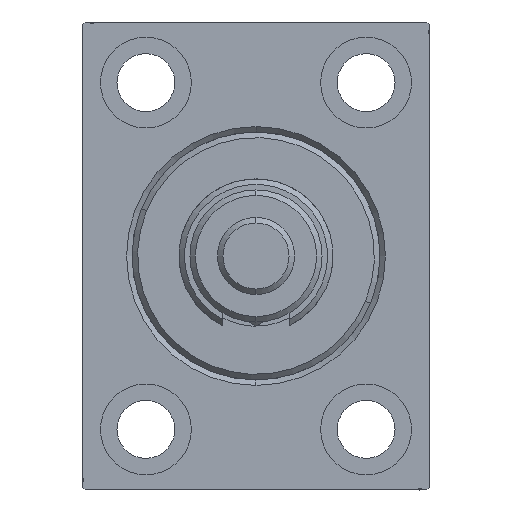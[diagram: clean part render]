
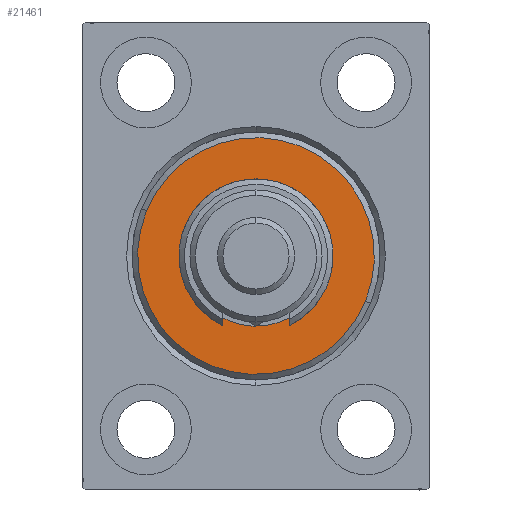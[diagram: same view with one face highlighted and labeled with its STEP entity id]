
A CAD part, left-side view. The second image highlights one B-rep face of the part: STEP entity #21461.
In plain terms, the highlighted face is planar.
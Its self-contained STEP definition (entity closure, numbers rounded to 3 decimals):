
#57 = CIRCLE ( 'NONE', #40430, 12.75 ) ;
#552 = CIRCLE ( 'NONE', #6629, 12.75 ) ;
#934 = CARTESIAN_POINT ( 'NONE',  ( 3., 0., 12.75 ) ) ;
#2113 = VERTEX_POINT ( 'NONE', #13499 ) ;
#2398 = CIRCLE ( 'NONE', #3922, 21.5 ) ;
#3922 = AXIS2_PLACEMENT_3D ( 'NONE', #17227, #20565, #13193 ) ;
#4577 = FACE_OUTER_BOUND ( 'NONE', #39982, .T. ) ;
#5719 = CARTESIAN_POINT ( 'NONE',  ( 3., 0., 0. ) ) ;
#5795 = ORIENTED_EDGE ( 'NONE', *, *, #41720, .T. ) ;
#6629 = AXIS2_PLACEMENT_3D ( 'NONE', #16238, #27441, #30802 ) ;
#6663 = EDGE_CURVE ( 'NONE', #2113, #20296, #57, .T. ) ;
#6883 = AXIS2_PLACEMENT_3D ( 'NONE', #8621, #44679, #37723 ) ;
#8621 = CARTESIAN_POINT ( 'NONE',  ( 3., 0., 0. ) ) ;
#8765 = AXIS2_PLACEMENT_3D ( 'NONE', #5719, #30545, #28352 ) ;
#11594 = DIRECTION ( 'NONE',  ( 0., 0., -1. ) ) ;
#12189 = FACE_BOUND ( 'NONE', #37518, .T. ) ;
#13193 = DIRECTION ( 'NONE',  ( 0., 0., -1. ) ) ;
#13499 = CARTESIAN_POINT ( 'NONE',  ( 3., 0., -12.75 ) ) ;
#16238 = CARTESIAN_POINT ( 'NONE',  ( 3., 0., 0. ) ) ;
#16523 = VERTEX_POINT ( 'NONE', #33931 ) ;
#17227 = CARTESIAN_POINT ( 'NONE',  ( 3., 0., 0. ) ) ;
#20296 = VERTEX_POINT ( 'NONE', #934 ) ;
#20565 = DIRECTION ( 'NONE',  ( 1., 0., 0. ) ) ;
#21461 = ADVANCED_FACE ( 'NONE', ( #4577, #12189 ), #29854, .T. ) ;
#27441 = DIRECTION ( 'NONE',  ( -1., 0., 0. ) ) ;
#28352 = DIRECTION ( 'NONE',  ( 0., 0., -1. ) ) ;
#28577 = EDGE_CURVE ( 'NONE', #16523, #46072, #2398, .T. ) ;
#29324 = CIRCLE ( 'NONE', #8765, 21.5 ) ;
#29854 = PLANE ( 'NONE',  #6883 ) ;
#30545 = DIRECTION ( 'NONE',  ( 1., 0., 0. ) ) ;
#30802 = DIRECTION ( 'NONE',  ( 0., 0., -1. ) ) ;
#33844 = ORIENTED_EDGE ( 'NONE', *, *, #6663, .T. ) ;
#33931 = CARTESIAN_POINT ( 'NONE',  ( 3., 0., -21.5 ) ) ;
#35947 = CARTESIAN_POINT ( 'NONE',  ( 3., 0., 21.5 ) ) ;
#36826 = ORIENTED_EDGE ( 'NONE', *, *, #28577, .T. ) ;
#37518 = EDGE_LOOP ( 'NONE', ( #37584, #33844 ) ) ;
#37584 = ORIENTED_EDGE ( 'NONE', *, *, #46938, .T. ) ;
#37723 = DIRECTION ( 'NONE',  ( 0., 0., -1. ) ) ;
#39982 = EDGE_LOOP ( 'NONE', ( #5795, #36826 ) ) ;
#40430 = AXIS2_PLACEMENT_3D ( 'NONE', #41194, #44311, #11594 ) ;
#41194 = CARTESIAN_POINT ( 'NONE',  ( 3., 0., 0. ) ) ;
#41720 = EDGE_CURVE ( 'NONE', #46072, #16523, #29324, .T. ) ;
#44311 = DIRECTION ( 'NONE',  ( -1., 0., 0. ) ) ;
#44679 = DIRECTION ( 'NONE',  ( 1., 0., 0. ) ) ;
#46072 = VERTEX_POINT ( 'NONE', #35947 ) ;
#46938 = EDGE_CURVE ( 'NONE', #20296, #2113, #552, .T. ) ;
